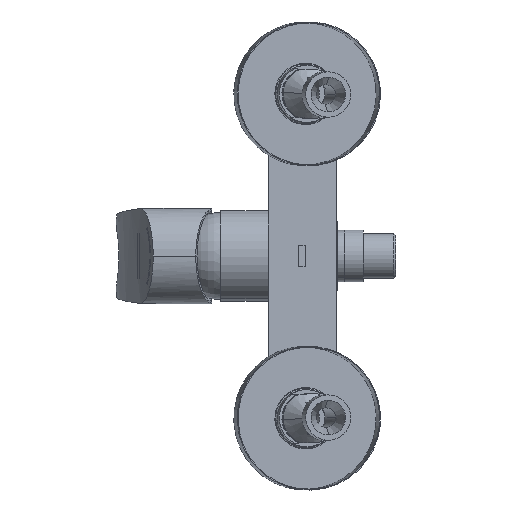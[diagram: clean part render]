
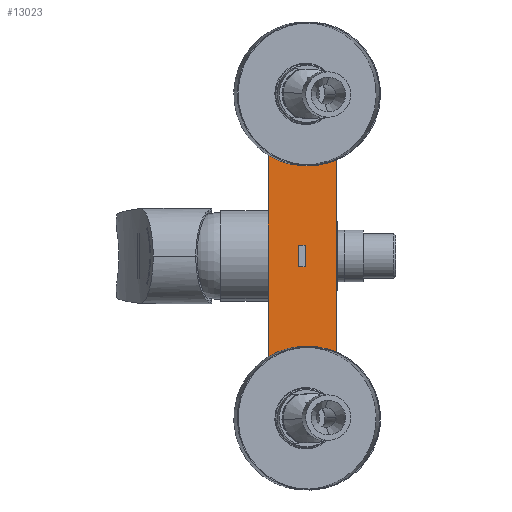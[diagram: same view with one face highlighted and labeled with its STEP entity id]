
A CAD part, left-side view. The second image highlights one B-rep face of the part: STEP entity #13023.
In plain terms, the highlighted planar face has unit normal (-0.996, -0.087, 0).
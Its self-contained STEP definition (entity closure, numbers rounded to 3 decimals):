
#169 = DIRECTION ( 'NONE',  ( -0.087, 0.996, 0. ) ) ;
#984 = EDGE_CURVE ( 'NONE', #7240, #34934, #39493, .T. ) ;
#1582 = CIRCLE ( 'NONE', #20168, 10.25 ) ;
#2011 = EDGE_CURVE ( 'NONE', #34934, #31054, #6365, .T. ) ;
#2871 = CARTESIAN_POINT ( 'NONE',  ( -24.164, -17.08, -5. ) ) ;
#3021 = ORIENTED_EDGE ( 'NONE', *, *, #21014, .T. ) ;
#3070 = DIRECTION ( 'NONE',  ( 0., 0., 1. ) ) ;
#3286 = EDGE_LOOP ( 'NONE', ( #39841, #3021 ) ) ;
#4165 = LINE ( 'NONE', #40253, #22656 ) ;
#4201 = ORIENTED_EDGE ( 'NONE', *, *, #2011, .F. ) ;
#4493 = DIRECTION ( 'NONE',  ( 0.996, 0.087, 0. ) ) ;
#5122 = VECTOR ( 'NONE', #20648, 1000. ) ;
#5482 = CARTESIAN_POINT ( 'NONE',  ( -24.284, -15.701, 5. ) ) ;
#5509 = AXIS2_PLACEMENT_3D ( 'NONE', #7735, #4493, #26242 ) ;
#6099 = EDGE_LOOP ( 'NONE', ( #9605, #4201, #15705, #38515 ) ) ;
#6100 = CARTESIAN_POINT ( 'NONE',  ( -24.274, -15.815, -75. ) ) ;
#6365 = LINE ( 'NONE', #10007, #38496 ) ;
#6938 = CIRCLE ( 'NONE', #22804, 10.25 ) ;
#7104 = DIRECTION ( 'NONE',  ( 0., 0., -1. ) ) ;
#7152 = VERTEX_POINT ( 'NONE', #30221 ) ;
#7240 = VERTEX_POINT ( 'NONE', #31007 ) ;
#7735 = CARTESIAN_POINT ( 'NONE',  ( -24.274, -15.815, 75. ) ) ;
#8743 = EDGE_CURVE ( 'NONE', #35144, #17524, #21242, .T. ) ;
#9121 = CARTESIAN_POINT ( 'NONE',  ( -24.426, -14.08, 5. ) ) ;
#9396 = CARTESIAN_POINT ( 'NONE',  ( -24.274, -15.815, 85.25 ) ) ;
#9486 = CARTESIAN_POINT ( 'NONE',  ( -24.426, -14.08, -5. ) ) ;
#9605 = ORIENTED_EDGE ( 'NONE', *, *, #10356, .F. ) ;
#10007 = CARTESIAN_POINT ( 'NONE',  ( -24.426, -14.08, 0. ) ) ;
#10356 = EDGE_CURVE ( 'NONE', #31054, #39803, #4165, .T. ) ;
#10944 = VECTOR ( 'NONE', #169, 1000. ) ;
#11199 = DIRECTION ( 'NONE',  ( 0., 0., -1. ) ) ;
#11636 = CIRCLE ( 'NONE', #5509, 10.25 ) ;
#13023 = ADVANCED_FACE ( 'NONE', ( #24597, #20238, #34832, #29500 ), #37788, .F. ) ;
#13429 = EDGE_CURVE ( 'NONE', #19442, #15287, #20699, .T. ) ;
#13468 = ORIENTED_EDGE ( 'NONE', *, *, #14233, .F. ) ;
#13663 = ORIENTED_EDGE ( 'NONE', *, *, #29088, .T. ) ;
#13735 = VECTOR ( 'NONE', #27261, 1000. ) ;
#14233 = EDGE_CURVE ( 'NONE', #17524, #19442, #37677, .T. ) ;
#14311 = VECTOR ( 'NONE', #3070, 1000. ) ;
#14775 = ORIENTED_EDGE ( 'NONE', *, *, #29626, .T. ) ;
#14863 = EDGE_LOOP ( 'NONE', ( #14775, #26741 ) ) ;
#14948 = EDGE_CURVE ( 'NONE', #39803, #7240, #22610, .T. ) ;
#14994 = ORIENTED_EDGE ( 'NONE', *, *, #13429, .F. ) ;
#15052 = DIRECTION ( 'NONE',  ( -0.087, 0.996, 0. ) ) ;
#15287 = VERTEX_POINT ( 'NONE', #17586 ) ;
#15705 = ORIENTED_EDGE ( 'NONE', *, *, #984, .F. ) ;
#15995 = CIRCLE ( 'NONE', #22371, 10.25 ) ;
#16132 = CARTESIAN_POINT ( 'NONE',  ( -24.274, -15.815, -85.25 ) ) ;
#16273 = EDGE_CURVE ( 'NONE', #24443, #7152, #6938, .T. ) ;
#16793 = DIRECTION ( 'NONE',  ( 0., 0., -1. ) ) ;
#17482 = VECTOR ( 'NONE', #15052, 1000. ) ;
#17524 = VERTEX_POINT ( 'NONE', #18028 ) ;
#17586 = CARTESIAN_POINT ( 'NONE',  ( -25.658, 0., 90.75 ) ) ;
#18028 = CARTESIAN_POINT ( 'NONE',  ( -22.902, -31.5, -90.75 ) ) ;
#18507 = CARTESIAN_POINT ( 'NONE',  ( -22.902, -31.5, -90.75 ) ) ;
#19309 = DIRECTION ( 'NONE',  ( 0.996, 0.087, 0. ) ) ;
#19442 = VERTEX_POINT ( 'NONE', #34848 ) ;
#20168 = AXIS2_PLACEMENT_3D ( 'NONE', #6100, #28308, #27910 ) ;
#20238 = FACE_BOUND ( 'NONE', #14863, .T. ) ;
#20648 = DIRECTION ( 'NONE',  ( 0., 0., 1. ) ) ;
#20699 = LINE ( 'NONE', #24173, #5122 ) ;
#20890 = EDGE_LOOP ( 'NONE', ( #13663, #14994, #13468, #31570 ) ) ;
#21014 = EDGE_CURVE ( 'NONE', #7152, #24443, #11636, .T. ) ;
#21242 = LINE ( 'NONE', #29197, #37286 ) ;
#22371 = AXIS2_PLACEMENT_3D ( 'NONE', #36772, #27274, #24666 ) ;
#22610 = LINE ( 'NONE', #34244, #14311 ) ;
#22639 = CARTESIAN_POINT ( 'NONE',  ( -24.274, -15.815, 75. ) ) ;
#22656 = VECTOR ( 'NONE', #27943, 1000. ) ;
#22804 = AXIS2_PLACEMENT_3D ( 'NONE', #22639, #28776, #7104 ) ;
#24173 = CARTESIAN_POINT ( 'NONE',  ( -25.658, 0., -90.75 ) ) ;
#24443 = VERTEX_POINT ( 'NONE', #9396 ) ;
#24597 = FACE_OUTER_BOUND ( 'NONE', #20890, .T. ) ;
#24666 = DIRECTION ( 'NONE',  ( 0., 0., -1. ) ) ;
#25760 = LINE ( 'NONE', #36695, #17482 ) ;
#26242 = DIRECTION ( 'NONE',  ( 0., 0., -1. ) ) ;
#26741 = ORIENTED_EDGE ( 'NONE', *, *, #37521, .T. ) ;
#27261 = DIRECTION ( 'NONE',  ( -0.087, 0.996, 0. ) ) ;
#27274 = DIRECTION ( 'NONE',  ( 0.996, 0.087, 0. ) ) ;
#27910 = DIRECTION ( 'NONE',  ( 0., 0., -1. ) ) ;
#27943 = DIRECTION ( 'NONE',  ( 0.087, -0.996, 0. ) ) ;
#28308 = DIRECTION ( 'NONE',  ( 0.996, 0.087, 0. ) ) ;
#28776 = DIRECTION ( 'NONE',  ( 0.996, 0.087, 0. ) ) ;
#29088 = EDGE_CURVE ( 'NONE', #35144, #15287, #25760, .T. ) ;
#29197 = CARTESIAN_POINT ( 'NONE',  ( -22.902, -31.5, 90.75 ) ) ;
#29391 = CARTESIAN_POINT ( 'NONE',  ( -22.902, -31.5, 90.75 ) ) ;
#29500 = FACE_BOUND ( 'NONE', #6099, .T. ) ;
#29626 = EDGE_CURVE ( 'NONE', #38463, #35357, #15995, .T. ) ;
#29861 = CARTESIAN_POINT ( 'NONE',  ( -24.274, -15.815, -64.75 ) ) ;
#30221 = CARTESIAN_POINT ( 'NONE',  ( -24.274, -15.815, 64.75 ) ) ;
#31007 = CARTESIAN_POINT ( 'NONE',  ( -24.164, -17.08, 5. ) ) ;
#31054 = VERTEX_POINT ( 'NONE', #9486 ) ;
#31570 = ORIENTED_EDGE ( 'NONE', *, *, #8743, .F. ) ;
#31867 = DIRECTION ( 'NONE',  ( 0., 0., -1. ) ) ;
#32666 = AXIS2_PLACEMENT_3D ( 'NONE', #37653, #19309, #31867 ) ;
#34244 = CARTESIAN_POINT ( 'NONE',  ( -24.164, -17.08, 0. ) ) ;
#34832 = FACE_BOUND ( 'NONE', #3286, .T. ) ;
#34848 = CARTESIAN_POINT ( 'NONE',  ( -25.658, 0., -90.75 ) ) ;
#34934 = VERTEX_POINT ( 'NONE', #9121 ) ;
#35144 = VERTEX_POINT ( 'NONE', #29391 ) ;
#35357 = VERTEX_POINT ( 'NONE', #16132 ) ;
#36695 = CARTESIAN_POINT ( 'NONE',  ( -22.902, -31.5, 90.75 ) ) ;
#36772 = CARTESIAN_POINT ( 'NONE',  ( -24.274, -15.815, -75. ) ) ;
#37286 = VECTOR ( 'NONE', #16793, 1000. ) ;
#37521 = EDGE_CURVE ( 'NONE', #35357, #38463, #1582, .T. ) ;
#37653 = CARTESIAN_POINT ( 'NONE',  ( -24.284, -15.701, 0. ) ) ;
#37677 = LINE ( 'NONE', #18507, #10944 ) ;
#37788 = PLANE ( 'NONE',  #32666 ) ;
#38463 = VERTEX_POINT ( 'NONE', #29861 ) ;
#38496 = VECTOR ( 'NONE', #11199, 1000. ) ;
#38515 = ORIENTED_EDGE ( 'NONE', *, *, #14948, .F. ) ;
#39493 = LINE ( 'NONE', #5482, #13735 ) ;
#39803 = VERTEX_POINT ( 'NONE', #2871 ) ;
#39841 = ORIENTED_EDGE ( 'NONE', *, *, #16273, .T. ) ;
#40253 = CARTESIAN_POINT ( 'NONE',  ( -24.284, -15.701, -5. ) ) ;
